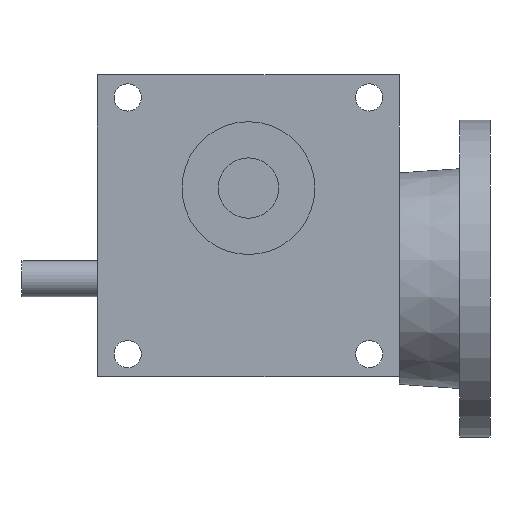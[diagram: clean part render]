
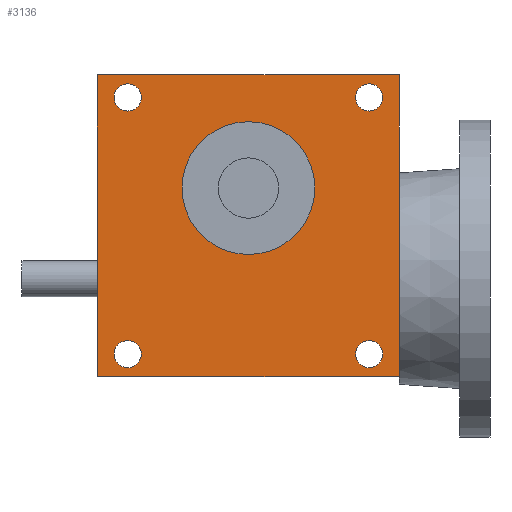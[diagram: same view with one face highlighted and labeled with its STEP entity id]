
A CAD part, front view. The second image highlights one B-rep face of the part: STEP entity #3136.
In plain terms, the highlighted planar face has unit normal (0, -1, 0).
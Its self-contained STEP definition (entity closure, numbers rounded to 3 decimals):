
#154=LINE('',#4736,#414);
#157=LINE('',#4752,#417);
#158=LINE('',#4754,#418);
#159=LINE('',#4756,#419);
#414=VECTOR('',#3845,1000.);
#417=VECTOR('',#3860,1000.);
#418=VECTOR('',#3861,1000.);
#419=VECTOR('',#3862,1000.);
#798=ORIENTED_EDGE('',*,*,#1537,.T.);
#799=ORIENTED_EDGE('',*,*,#1538,.T.);
#800=ORIENTED_EDGE('',*,*,#1539,.T.);
#801=ORIENTED_EDGE('',*,*,#1540,.T.);
#802=ORIENTED_EDGE('',*,*,#1541,.T.);
#803=ORIENTED_EDGE('',*,*,#1542,.T.);
#804=ORIENTED_EDGE('',*,*,#1543,.F.);
#805=ORIENTED_EDGE('',*,*,#1544,.F.);
#806=ORIENTED_EDGE('',*,*,#1534,.T.);
#1534=EDGE_CURVE('',#1927,#1926,#154,.T.);
#1537=EDGE_CURVE('',#1929,#1929,#2210,.T.);
#1538=EDGE_CURVE('',#1930,#1930,#2211,.T.);
#1539=EDGE_CURVE('',#1931,#1931,#2212,.T.);
#1540=EDGE_CURVE('',#1932,#1932,#2213,.T.);
#1541=EDGE_CURVE('',#1933,#1933,#2214,.T.);
#1542=EDGE_CURVE('',#1926,#1934,#157,.T.);
#1543=EDGE_CURVE('',#1935,#1934,#158,.T.);
#1544=EDGE_CURVE('',#1927,#1935,#159,.T.);
#1926=VERTEX_POINT('',#4735);
#1927=VERTEX_POINT('',#4737);
#1929=VERTEX_POINT('',#4743);
#1930=VERTEX_POINT('',#4745);
#1931=VERTEX_POINT('',#4747);
#1932=VERTEX_POINT('',#4749);
#1933=VERTEX_POINT('',#4751);
#1934=VERTEX_POINT('',#4753);
#1935=VERTEX_POINT('',#4755);
#2210=CIRCLE('',#3397,4.5);
#2211=CIRCLE('',#3398,4.5);
#2212=CIRCLE('',#3399,4.5);
#2213=CIRCLE('',#3400,4.5);
#2214=CIRCLE('',#3401,22.);
#2393=EDGE_LOOP('',(#798));
#2394=EDGE_LOOP('',(#799));
#2395=EDGE_LOOP('',(#800));
#2396=EDGE_LOOP('',(#801));
#2397=EDGE_LOOP('',(#802));
#2398=EDGE_LOOP('',(#803,#804,#805,#806));
#2662=FACE_BOUND('',#2393,.T.);
#2663=FACE_BOUND('',#2394,.T.);
#2664=FACE_BOUND('',#2395,.T.);
#2665=FACE_BOUND('',#2396,.T.);
#2666=FACE_BOUND('',#2397,.T.);
#2667=FACE_BOUND('',#2398,.T.);
#2859=PLANE('',#3396);
#3136=ADVANCED_FACE('',(#2662,#2663,#2664,#2665,#2666,#2667),#2859,.F.);
#3396=AXIS2_PLACEMENT_3D('',#4741,#3848,#3849);
#3397=AXIS2_PLACEMENT_3D('',#4742,#3850,#3851);
#3398=AXIS2_PLACEMENT_3D('',#4744,#3852,#3853);
#3399=AXIS2_PLACEMENT_3D('',#4746,#3854,#3855);
#3400=AXIS2_PLACEMENT_3D('',#4748,#3856,#3857);
#3401=AXIS2_PLACEMENT_3D('',#4750,#3858,#3859);
#3845=DIRECTION('',(0.,0.,-1.));
#3848=DIRECTION('',(0.,1.,0.));
#3849=DIRECTION('',(0.,0.,1.));
#3850=DIRECTION('',(0.,1.,0.));
#3851=DIRECTION('',(1.,0.,0.));
#3852=DIRECTION('',(0.,1.,0.));
#3853=DIRECTION('',(1.,0.,0.));
#3854=DIRECTION('',(0.,1.,0.));
#3855=DIRECTION('',(1.,0.,0.));
#3856=DIRECTION('',(0.,1.,0.));
#3857=DIRECTION('',(1.,0.,0.));
#3858=DIRECTION('',(0.,1.,0.));
#3859=DIRECTION('',(1.,0.,0.));
#3860=DIRECTION('',(1.,0.,0.));
#3861=DIRECTION('',(0.,0.,-1.));
#3862=DIRECTION('',(1.,0.,0.));
#4735=CARTESIAN_POINT('',(-50.,-35.,-50.));
#4736=CARTESIAN_POINT('',(-50.,-35.,50.));
#4737=CARTESIAN_POINT('',(-50.,-35.,50.));
#4741=CARTESIAN_POINT('',(-50.,-35.,50.));
#4742=CARTESIAN_POINT('',(40.,-35.,42.5));
#4743=CARTESIAN_POINT('',(44.5,-35.,42.5));
#4744=CARTESIAN_POINT('',(-40.,-35.,42.5));
#4745=CARTESIAN_POINT('',(-35.5,-35.,42.5));
#4746=CARTESIAN_POINT('',(-40.,-35.,-42.5));
#4747=CARTESIAN_POINT('',(-35.5,-35.,-42.5));
#4748=CARTESIAN_POINT('',(40.,-35.,-42.5));
#4749=CARTESIAN_POINT('',(44.5,-35.,-42.5));
#4750=CARTESIAN_POINT('',(0.,-35.,12.5));
#4751=CARTESIAN_POINT('',(22.,-35.,12.5));
#4752=CARTESIAN_POINT('',(-50.,-35.,-50.));
#4753=CARTESIAN_POINT('',(50.,-35.,-50.));
#4754=CARTESIAN_POINT('',(50.,-35.,50.));
#4755=CARTESIAN_POINT('',(50.,-35.,50.));
#4756=CARTESIAN_POINT('',(-50.,-35.,50.));
